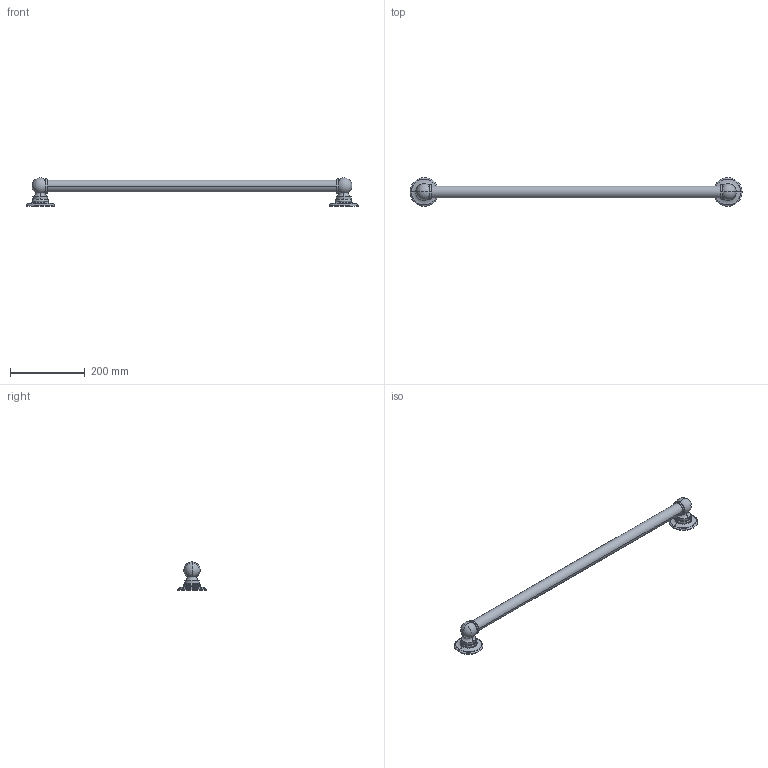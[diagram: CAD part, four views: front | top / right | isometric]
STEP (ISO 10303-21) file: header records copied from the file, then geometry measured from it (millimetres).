
FILE_DESCRIPTION((''),'2;1');
FILE_NAME('4564_WEB','2010-09-03T',('project'),(''),'PRO/ENGINEER BY PARAMETRIC TECHNOLOGY CORPORATION, 2009300','PRO/ENGINEER BY PARAMETRIC TECHNOLOGY CORPORATION, 2009300','');
FILE_SCHEMA(('CONFIG_CONTROL_DESIGN'));
Length unit declared in the file: inch
Products named in the file (1): 4564_WEB
Bounding box: 889 x 76.2 x 75.84 mm (x, y, z)
Surface area: 126388 mm2 (no closed solid volume)
Topology: 0 solids, 15 shells, 84 faces, 200 edges, 118 vertices
Faces by surface type: torus 40, cylinder 34, plane 6, sphere 4
Entity records: 2440 total; most frequent: DIRECTION 526, CARTESIAN_POINT 398, ORIENTED_EDGE 336, AXIS2_PLACEMENT_3D 246, EDGE_CURVE 196, CIRCLE 162, VERTEX_POINT 118, EDGE_LOOP 84
